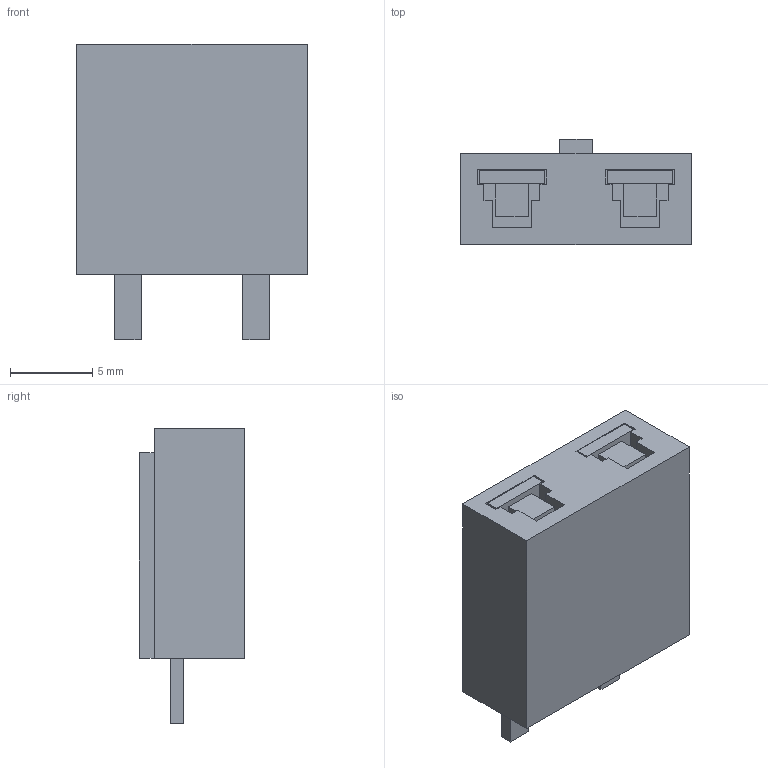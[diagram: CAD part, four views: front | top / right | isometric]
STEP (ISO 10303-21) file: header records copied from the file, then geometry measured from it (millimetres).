
FILE_DESCRIPTION (( 'STEP AP214' ), '1' );
FILE_NAME ('S90029-A02_Monoblock_Components.STEP', '2025-01-28T10:29:39', ( '' ), ( '' ), 'SwSTEP 2.0', 'SolidWorks 2023', '' );
FILE_SCHEMA (( 'AUTOMOTIVE_DESIGN' ));
Length unit declared in the file: millimetre
Products named in the file (3): K90029_57964_Monoblock Components; S90029-A02_Monoblock_Components; K98670-E_Monoblock
Assembly tree (3 placements, depth 2):
  S90029-A02_Monoblock_Components
    K90029_57964_Monoblock Components
    K98670-E_Monoblock  x2
Bounding box: 14 x 6.4 x 18 mm (x, y, z)
Volume: 995.3 mm3; surface area: 1545.4 mm2
Topology: 3 solids, 3 shells, 72 faces, 192 edges, 128 vertices
Faces by surface type: plane 72
Entity records: 1874 total; most frequent: CARTESIAN_POINT 323, ORIENTED_EDGE 312, DIRECTION 282, VECTOR 156, EDGE_CURVE 156, LINE 156, VERTEX_POINT 104, AXIS2_PLACEMENT_3D 63
